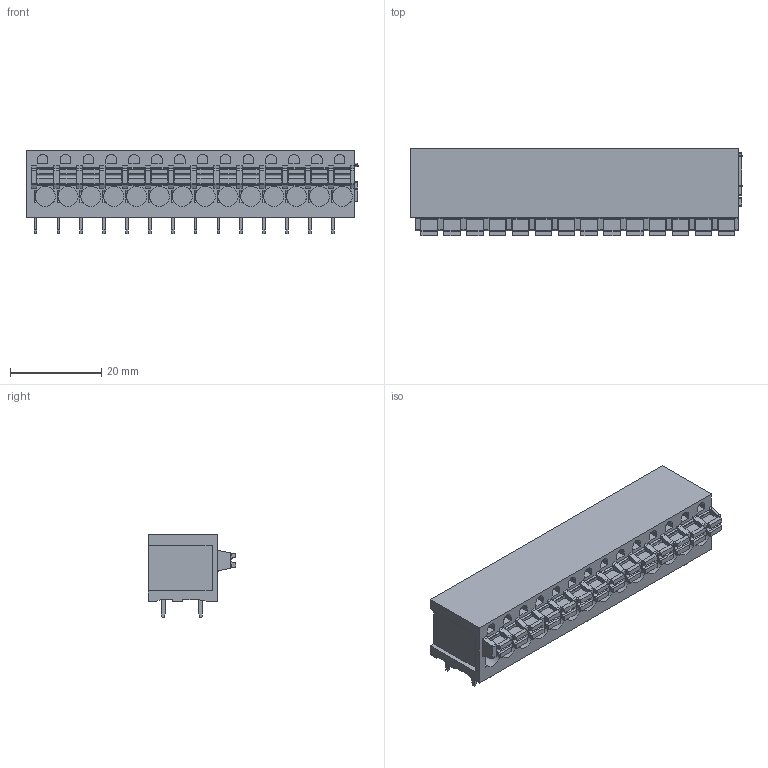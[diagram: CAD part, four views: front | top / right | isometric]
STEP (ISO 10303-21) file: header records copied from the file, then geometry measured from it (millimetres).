
FILE_DESCRIPTION(('CATIA V5 STEP Exchange','CAx-IF Rec.Pracs.--- Model Styling and Organization---1.4--- 2014-01-23'),'2;1');
FILE_NAME ('302812-3_3', '2022-08-11T06:37:50+00:00', ('none'), ('Weidmueller'), 'CATIA Version 5-6 Release 2016 SP3 HF44', 'CATIA V5 STEP AP214', 'none');
FILE_SCHEMA(('AUTOMOTIVE_DESIGN { 1 0 10303 214 1 1 1 1 }'));
Length unit declared in the file: millimetre
Products named in the file (1): 1424910000
Bounding box: 72.65 x 19.2 x 18.3 mm (x, y, z)
Volume: 14963.8 mm3; surface area: 8898.1 mm2
Topology: 43 solids, 43 shells, 972 faces, 2565 edges, 1710 vertices
Faces by surface type: plane 743, cylinder 229
Entity records: 28933 total; most frequent: CARTESIAN_POINT 5158, ORIENTED_EDGE 5130, DIRECTION 3952, EDGE_CURVE 2565, VECTOR 2079, LINE 2079, VERTEX_POINT 1710, AXIS2_PLACEMENT_3D 1165
